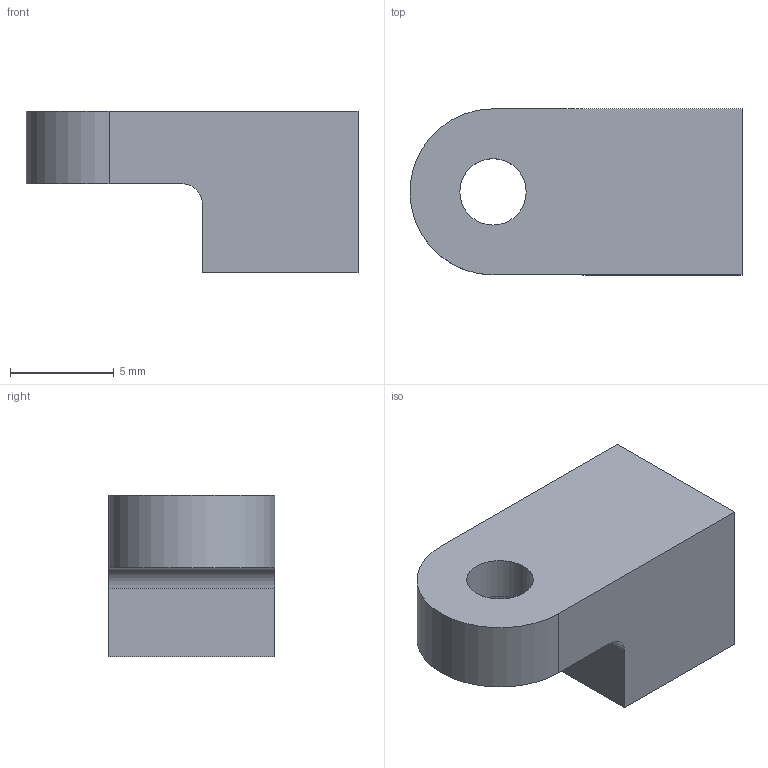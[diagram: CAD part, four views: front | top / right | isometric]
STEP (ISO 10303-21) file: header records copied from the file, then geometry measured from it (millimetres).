
FILE_DESCRIPTION(('FreeCAD Model'),'2;1');
FILE_NAME('Open CASCADE Shape Model','2024-10-30T23:25:21',(''),(''), 'Open CASCADE STEP processor 7.7','FreeCAD','Unknown');
FILE_SCHEMA(('AUTOMOTIVE_DESIGN { 1 0 10303 214 1 1 1 1 }'));
Length unit declared in the file: millimetre
Products named in the file (1): Body
Bounding box: 16 x 8 x 7.8 mm (x, y, z)
Volume: 632.3 mm3; surface area: 558.2 mm2
Topology: 1 solids, 1 shells, 12 faces, 28 edges, 19 vertices
Faces by surface type: plane 8, cylinder 4
Full cylindrical faces by diameter (mm): 3.2 x1, 5.6 x1
Entity records: 375 total; most frequent: DIRECTION 63, CARTESIAN_POINT 60, ORIENTED_EDGE 56, EDGE_CURVE 28, AXIS2_PLACEMENT_3D 22, VERTEX_POINT 19, LINE 19, VECTOR 19
